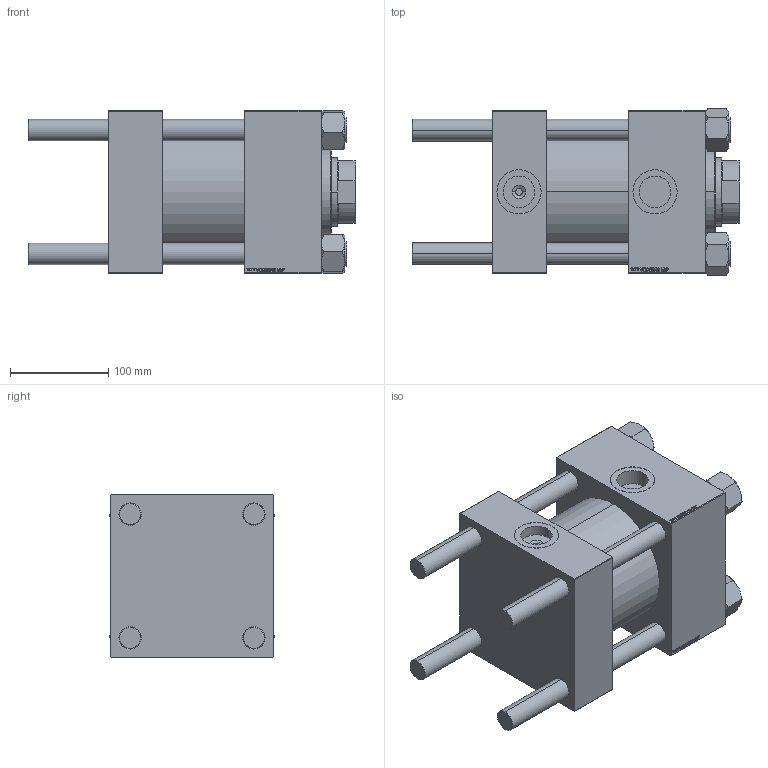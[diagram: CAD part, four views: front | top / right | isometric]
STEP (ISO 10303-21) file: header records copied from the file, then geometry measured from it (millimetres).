
FILE_DESCRIPTION (( 'STEP AP203' ), '1' );
FILE_NAME ('c86e.STEP', '2022-04-15T08:36:56', ( '' ), ( '' ), 'SwSTEP 2.0', 'SolidWorks 2019', '' );
FILE_SCHEMA (( 'CONFIG_CONTROL_DESIGN' ));
Length unit declared in the file: millimetre
Products named in the file (6): V215_VC_A ecdf0555f265bfc226e98eb7f76d00aa; c86e; NUT_M5 ecdf0555f265bfc226e98eb7f76d00aa; V215CR_VCP ecdf0555f265bfc226e98eb7f76d00aa; V215CR_BODY_A ecdf0555f265bfc226e98eb7f76d00aa; CR025_012_A_0_G_A_G_M_020_+#_##_TYCINKA ecdf0555f265bfc226e98eb7f76d00aa
Assembly tree (11 placements, depth 2):
  c86e
    V215CR_BODY_A ecdf0555f265bfc226e98eb7f76d00aa
    CR025_012_A_0_G_A_G_M_020_+#_##_TYCINKA ecdf0555f265bfc226e98eb7f76d00aa  x4
    NUT_M5 ecdf0555f265bfc226e98eb7f76d00aa  x4
    V215CR_VCP ecdf0555f265bfc226e98eb7f76d00aa
    V215_VC_A ecdf0555f265bfc226e98eb7f76d00aa
Bounding box: 333 x 168.94 x 165.27 mm (x, y, z)
Volume: 4789403.4 mm3; surface area: 556171.1 mm2
Topology: 11 solids, 11 shells, 1188 faces, 3018 edges, 1967 vertices
Faces by surface type: plane 570, bspline 392, cone 136, cylinder 82, torus 8
Entity records: 50478 total; most frequent: CARTESIAN_POINT 27134, ORIENTED_EDGE 5300, DIRECTION 3346, EDGE_CURVE 2650, VERTEX_POINT 1745, VECTOR 1608, LINE 1608, EDGE_LOOP 1163
